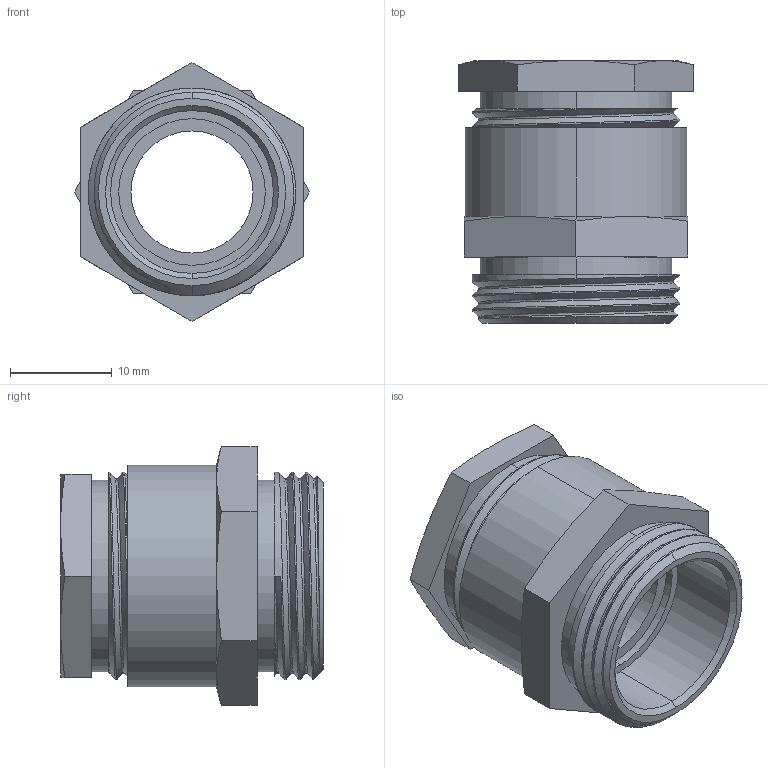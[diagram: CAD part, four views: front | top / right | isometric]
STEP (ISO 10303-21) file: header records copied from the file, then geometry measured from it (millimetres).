
FILE_DESCRIPTION (( 'STEP AP203' ), '1' );
FILE_NAME ('2599.STEP', '2025-09-26T13:42:36', ( '' ), ( '' ), 'SwSTEP 2.0', 'SolidWorks 2022', '' );
FILE_SCHEMA (( 'CONFIG_CONTROL_DESIGN' ));
Length unit declared in the file: millimetre
Products named in the file (1): 2599
Bounding box: 23.09 x 25.8 x 25.4 mm (x, y, z)
Volume: 4040.5 mm3; surface area: 5059.8 mm2
Topology: 1 solids, 2 shells, 96 faces, 224 edges, 144 vertices
Faces by surface type: cylinder 42, plane 30, cone 14, bspline 10
Entity records: 7441 total; most frequent: CARTESIAN_POINT 5336, ORIENTED_EDGE 448, DIRECTION 388, EDGE_CURVE 224, AXIS2_PLACEMENT_3D 157, VERTEX_POINT 144, EDGE_LOOP 112, ADVANCED_FACE 96
